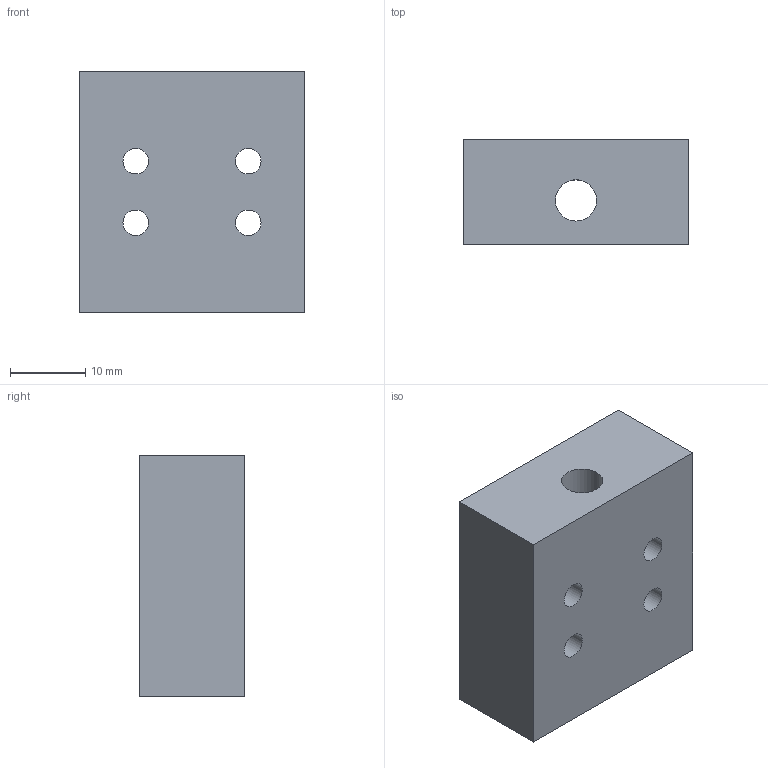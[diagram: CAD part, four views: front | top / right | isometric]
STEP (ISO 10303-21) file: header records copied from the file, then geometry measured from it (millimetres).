
FILE_DESCRIPTION(/* description */ (''),/* implementation_level */ '2;1');
FILE_NAME(/* name */ '00_Carriage.ipt.step',/* time_stamp */ '2022-11-29T07:37:12+01:00',/* author */ ('Prakash Lab'),/* organization */ (''),/* preprocessor_version */ 'ST-DEVELOPER v18.1',/* originating_system */ 'Autodesk Inventor 2022',/* authorisation */ '');
FILE_SCHEMA (('AUTOMOTIVE_DESIGN { 1 0 10303 214 3 1 1 }','PROCESS_PLANNING_SCHEMA'));
Length unit declared in the file: millimetre
Products named in the file (1): 00_Carriage
Bounding box: 30 x 14 x 32.2 mm (x, y, z)
Volume: 10245.7 mm3; surface area: 5481.8 mm2
Topology: 1 solids, 1 shells, 35 faces, 77 edges, 49 vertices
Faces by surface type: cylinder 16, plane 15, cone 4
Full cylindrical faces by diameter (mm): 2.5 x4, 3.4 x4, 5.5 x1, 6.5 x4, 10 x1
Entity records: 1009 total; most frequent: DIRECTION 178, CARTESIAN_POINT 158, ORIENTED_EDGE 146, EDGE_CURVE 73, AXIS2_PLACEMENT_3D 69, EDGE_LOOP 54, VERTEX_POINT 49, LINE 40
